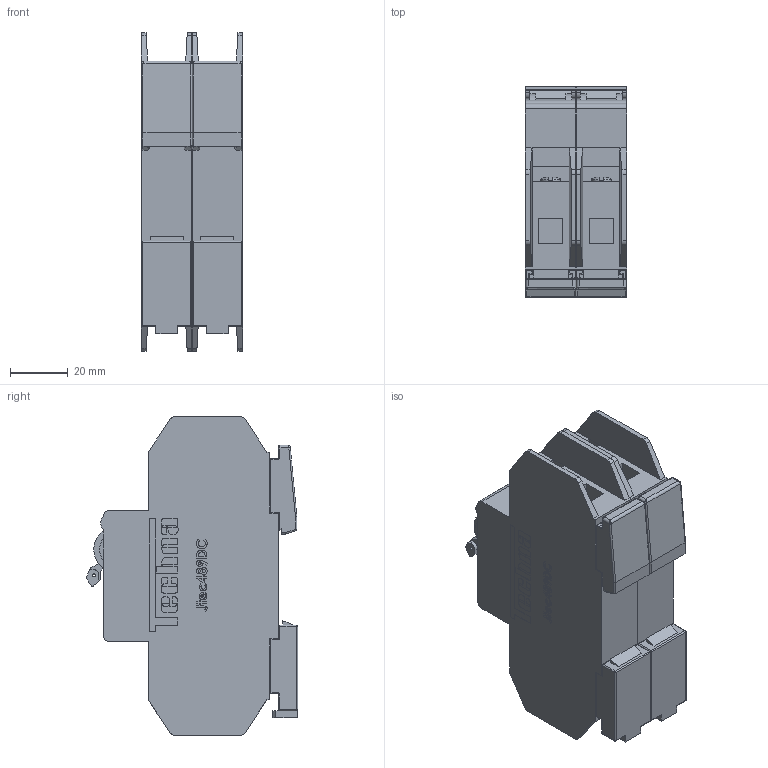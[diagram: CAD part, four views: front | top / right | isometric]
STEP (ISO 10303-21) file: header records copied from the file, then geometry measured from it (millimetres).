
FILE_DESCRIPTION (( 'STEP AP214' ), '1' );
FILE_NAME ('Jtec489 2 Pole-W.STEP', '2020-05-27T13:19:40', ( '' ), ( '' ), 'SwSTEP 2.0', 'SolidWorks 2020', '' );
FILE_SCHEMA (( 'AUTOMOTIVE_DESIGN' ));
Length unit declared in the file: millimetre
Products named in the file (7): JTEC 489_Techna Logo; Foot 1; Techna Jtec 489; JTEC 489; Foot 2; Techna Jtec 489_No Logo; Jtec489 2 Pole-W
Assembly tree (8 placements, depth 3):
  Jtec489 2 Pole-W
    Techna Jtec 489
      JTEC 489_Techna Logo
      Foot 1
      Foot 2
    Techna Jtec 489_No Logo
      JTEC 489
      Foot 1
      Foot 2
Bounding box: 35.16 x 73.04 x 110 mm (x, y, z)
Volume: 170451.7 mm3; surface area: 48261.8 mm2
Topology: 6 solids, 6 shells, 1952 faces, 5172 edges, 3314 vertices
Faces by surface type: plane 992, cylinder 567, bspline 319, torus 48, sphere 26
Entity records: 84882 total; most frequent: CARTESIAN_POINT 27700, ORIENTED_EDGE 9354, DIRECTION 7864, EDGE_CURVE 4677, LINE 3090, VECTOR 3090, VERTEX_POINT 3057, AXIS2_PLACEMENT_3D 2387
